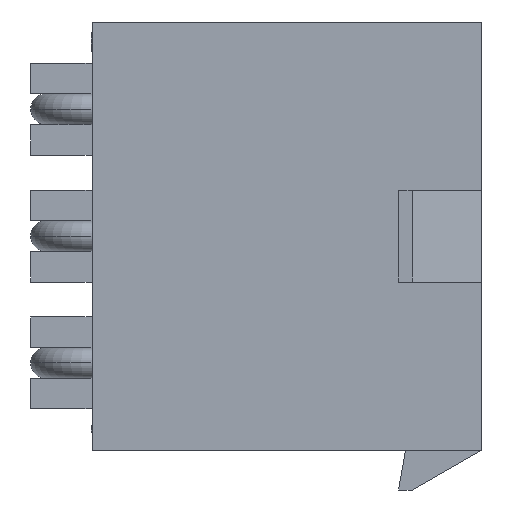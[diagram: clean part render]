
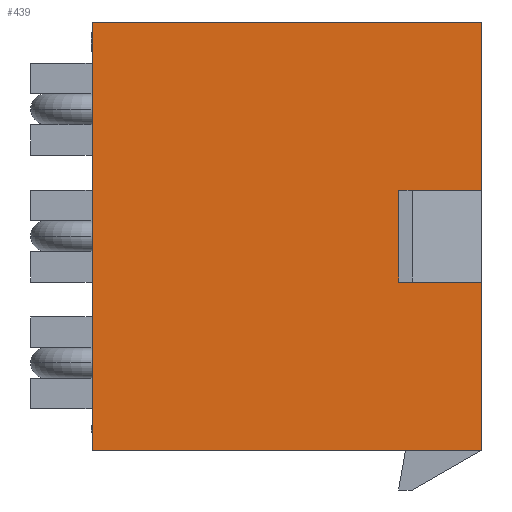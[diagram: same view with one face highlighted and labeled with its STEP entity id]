
A CAD part, left-side view. The second image highlights one B-rep face of the part: STEP entity #439.
In plain terms, the highlighted planar face has unit normal (-1, 0, 0).
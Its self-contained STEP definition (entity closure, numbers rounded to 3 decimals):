
#37=CARTESIAN_POINT('',(-0.79,0.,-6.985));
#38=VERTEX_POINT('',#37);
#45=CARTESIAN_POINT('',(-0.79,12.7,-6.985));
#46=VERTEX_POINT('',#45);
#47=CARTESIAN_POINT('',(-0.79,0.,-6.985));
#48=DIRECTION('',(0.,1.,0.));
#49=VECTOR('',#48,12.7);
#50=LINE('',#47,#49);
#51=EDGE_CURVE('',#38,#46,#50,.T.);
#209=CARTESIAN_POINT('',(-0.79,0.,6.985));
#210=VERTEX_POINT('',#209);
#217=CARTESIAN_POINT('',(-0.79,0.,1.5));
#218=VERTEX_POINT('',#217);
#219=CARTESIAN_POINT('',(-0.79,0.,6.985));
#220=DIRECTION('',(0.,0.,-1.));
#221=VECTOR('',#220,5.485);
#222=LINE('',#219,#221);
#223=EDGE_CURVE('',#210,#218,#222,.T.);
#225=CARTESIAN_POINT('',(-0.79,0.,-1.5));
#226=VERTEX_POINT('',#225);
#233=CARTESIAN_POINT('',(-0.79,0.,-1.5));
#234=DIRECTION('',(0.,0.,-1.));
#235=VECTOR('',#234,5.485);
#236=LINE('',#233,#235);
#237=EDGE_CURVE('',#226,#38,#236,.T.);
#393=CARTESIAN_POINT('',(-0.79,18.8,9.007));
#394=DIRECTION('',(0.,0.,-1.));
#395=DIRECTION('',(-1.,-0.,-0.));
#396=AXIS2_PLACEMENT_3D('',#393,#395,#394);
#397=PLANE('',#396);
#398=CARTESIAN_POINT('',(-0.79,2.471,-1.5));
#399=VERTEX_POINT('',#398);
#400=CARTESIAN_POINT('',(-0.79,2.471,1.5));
#401=VERTEX_POINT('',#400);
#402=CARTESIAN_POINT('',(-0.79,2.471,-1.5));
#403=DIRECTION('',(0.,0.,1.));
#404=VECTOR('',#403,3.);
#405=LINE('',#402,#404);
#406=EDGE_CURVE('',#399,#401,#405,.T.);
#407=ORIENTED_EDGE('',*,*,#406,.T.);
#408=CARTESIAN_POINT('',(-0.79,2.471,1.5));
#409=DIRECTION('',(0.,-1.,0.));
#410=VECTOR('',#409,2.471);
#411=LINE('',#408,#410);
#412=EDGE_CURVE('',#401,#218,#411,.T.);
#413=ORIENTED_EDGE('',*,*,#412,.T.);
#414=ORIENTED_EDGE('',*,*,#223,.F.);
#415=CARTESIAN_POINT('',(-0.79,12.7,6.985));
#416=VERTEX_POINT('',#415);
#417=CARTESIAN_POINT('',(-0.79,0.,6.985));
#418=DIRECTION('',(0.,1.,0.));
#419=VECTOR('',#418,12.7);
#420=LINE('',#417,#419);
#421=EDGE_CURVE('',#210,#416,#420,.T.);
#422=ORIENTED_EDGE('',*,*,#421,.T.);
#423=CARTESIAN_POINT('',(-0.79,12.7,6.985));
#424=DIRECTION('',(0.,0.,-1.));
#425=VECTOR('',#424,13.97);
#426=LINE('',#423,#425);
#427=EDGE_CURVE('',#416,#46,#426,.T.);
#428=ORIENTED_EDGE('',*,*,#427,.T.);
#429=ORIENTED_EDGE('',*,*,#51,.F.);
#430=ORIENTED_EDGE('',*,*,#237,.F.);
#431=CARTESIAN_POINT('',(-0.79,0.,-1.5));
#432=DIRECTION('',(0.,1.,0.));
#433=VECTOR('',#432,2.471);
#434=LINE('',#431,#433);
#435=EDGE_CURVE('',#226,#399,#434,.T.);
#436=ORIENTED_EDGE('',*,*,#435,.T.);
#437=EDGE_LOOP('',(#407,#413,#414,#422,#428,#429,#430,#436));
#438=FACE_OUTER_BOUND('',#437,.T.);
#439=ADVANCED_FACE('',(#438),#397,.T.);
